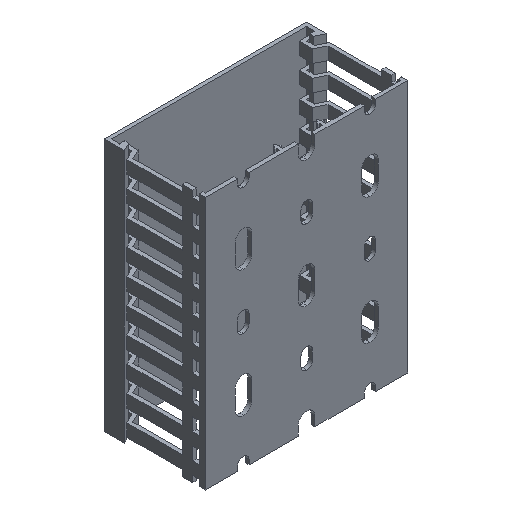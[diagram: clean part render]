
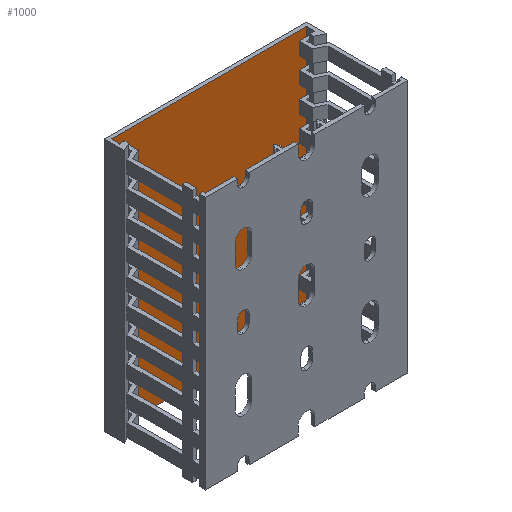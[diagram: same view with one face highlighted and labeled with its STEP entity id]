
A CAD part, isometric view. The second image highlights one B-rep face of the part: STEP entity #1000.
In plain terms, the highlighted planar face has unit normal (0, -1, 0).
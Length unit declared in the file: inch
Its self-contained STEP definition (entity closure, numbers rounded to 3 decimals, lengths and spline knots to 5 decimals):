
#373 = VECTOR ( 'NONE', #4451, 39.37008 ) ;
#396 = CARTESIAN_POINT ( 'NONE',  ( -1.51575, 1.51575, -3.93701 ) ) ;
#496 = VERTEX_POINT ( 'NONE', #396 ) ;
#504 = PLANE ( 'NONE',  #7023 ) ;
#675 = EDGE_LOOP ( 'NONE', ( #12064, #8789, #9955, #5760 ) ) ;
#1000 = ADVANCED_FACE ( 'NONE', ( #11730 ), #504, .T. ) ;
#1832 = EDGE_CURVE ( 'NONE', #5583, #496, #6464, .T. ) ;
#1852 = LINE ( 'NONE', #2736, #10166 ) ;
#2030 = CARTESIAN_POINT ( 'NONE',  ( 1.51575, 1.51575, -3.93701 ) ) ;
#2462 = CARTESIAN_POINT ( 'NONE',  ( -1.51575, 1.51575, 0. ) ) ;
#2736 = CARTESIAN_POINT ( 'NONE',  ( 0., 1.51575, 0. ) ) ;
#3613 = DIRECTION ( 'NONE',  ( 0., -1., 0. ) ) ;
#3897 = CARTESIAN_POINT ( 'NONE',  ( -1.51575, 1.51575, -3.93701 ) ) ;
#4352 = EDGE_CURVE ( 'NONE', #5583, #6426, #11229, .T. ) ;
#4451 = DIRECTION ( 'NONE',  ( -1., 0., 0. ) ) ;
#4964 = DIRECTION ( 'NONE',  ( 0., 0., 1. ) ) ;
#4966 = EDGE_CURVE ( 'NONE', #6426, #7435, #1852, .T. ) ;
#5379 = CARTESIAN_POINT ( 'NONE',  ( 0., 1.51575, -3.93701 ) ) ;
#5583 = VERTEX_POINT ( 'NONE', #10215 ) ;
#5760 = ORIENTED_EDGE ( 'NONE', *, *, #13036, .F. ) ;
#6426 = VERTEX_POINT ( 'NONE', #6903 ) ;
#6464 = LINE ( 'NONE', #5379, #373 ) ;
#6903 = CARTESIAN_POINT ( 'NONE',  ( 1.51575, 1.51575, 0. ) ) ;
#7023 = AXIS2_PLACEMENT_3D ( 'NONE', #12867, #3613, #8840 ) ;
#7435 = VERTEX_POINT ( 'NONE', #2462 ) ;
#8789 = ORIENTED_EDGE ( 'NONE', *, *, #4352, .T. ) ;
#8840 = DIRECTION ( 'NONE',  ( 0., 0., -1. ) ) ;
#9102 = DIRECTION ( 'NONE',  ( -1., 0., 0. ) ) ;
#9518 = VECTOR ( 'NONE', #11361, 39.37008 ) ;
#9955 = ORIENTED_EDGE ( 'NONE', *, *, #4966, .T. ) ;
#10166 = VECTOR ( 'NONE', #9102, 39.37008 ) ;
#10215 = CARTESIAN_POINT ( 'NONE',  ( 1.51575, 1.51575, -3.93701 ) ) ;
#11213 = LINE ( 'NONE', #3897, #11902 ) ;
#11229 = LINE ( 'NONE', #2030, #9518 ) ;
#11361 = DIRECTION ( 'NONE',  ( 0., 0., 1. ) ) ;
#11730 = FACE_OUTER_BOUND ( 'NONE', #675, .T. ) ;
#11902 = VECTOR ( 'NONE', #4964, 39.37008 ) ;
#12064 = ORIENTED_EDGE ( 'NONE', *, *, #1832, .F. ) ;
#12867 = CARTESIAN_POINT ( 'NONE',  ( -1.51575, 1.51575, -3.93701 ) ) ;
#13036 = EDGE_CURVE ( 'NONE', #496, #7435, #11213, .T. ) ;
